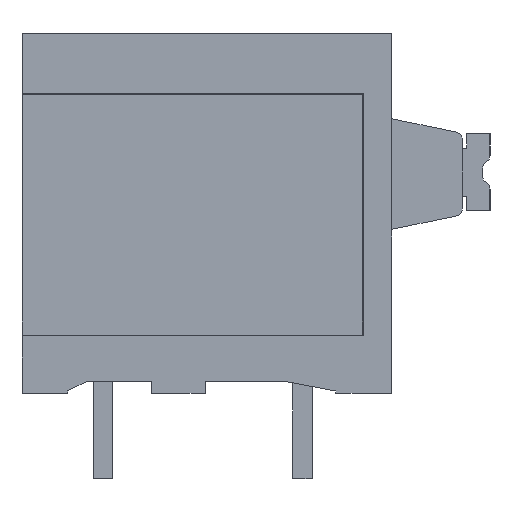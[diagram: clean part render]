
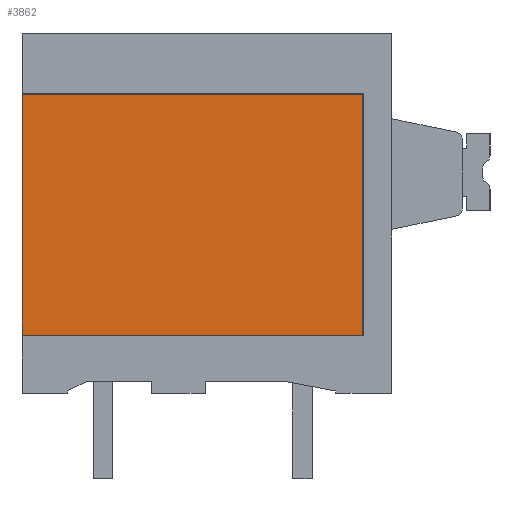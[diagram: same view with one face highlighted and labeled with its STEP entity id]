
A CAD part, left-side view. The second image highlights one B-rep face of the part: STEP entity #3862.
In plain terms, the highlighted planar face has unit normal (-1, 0, 0).
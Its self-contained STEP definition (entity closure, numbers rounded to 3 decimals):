
#915=AXIS2_PLACEMENT_3D('Plane Axis2P3D',#912,#913,#914) ;
#40=CARTESIAN_POINT('Vertex',(1.1,19.243,15.8)) ;
#45=CARTESIAN_POINT('Line Origine',(1.1,12.243,15.8)) ;
#49=CARTESIAN_POINT('Vertex',(1.1,5.243,15.8)) ;
#88=CARTESIAN_POINT('Vertex',(1.1,19.243,5.9)) ;
#91=CARTESIAN_POINT('Line Origine',(1.1,19.243,10.85)) ;
#298=CARTESIAN_POINT('Line Origine',(1.1,12.243,5.9)) ;
#302=CARTESIAN_POINT('Vertex',(1.1,5.243,5.9)) ;
#328=CARTESIAN_POINT('Line Origine',(1.1,5.243,10.85)) ;
#912=CARTESIAN_POINT('Axis2P3D Location',(1.1,8.513,3.5)) ;
#46=DIRECTION('Vector Direction',(0.,-1.,0.)) ;
#92=DIRECTION('Vector Direction',(0.,0.,-1.)) ;
#299=DIRECTION('Vector Direction',(0.,1.,0.)) ;
#329=DIRECTION('Vector Direction',(0.,0.,1.)) ;
#913=DIRECTION('Axis2P3D Direction',(-1.,0.,0.)) ;
#914=DIRECTION('Axis2P3D XDirection',(0.,-1.,0.)) ;
#47=VECTOR('Line Direction',#46,1.) ;
#93=VECTOR('Line Direction',#92,1.) ;
#300=VECTOR('Line Direction',#299,1.) ;
#330=VECTOR('Line Direction',#329,1.) ;
#3857=ORIENTED_EDGE('',*,*,#51,.T.) ;
#3858=ORIENTED_EDGE('',*,*,#95,.T.) ;
#3859=ORIENTED_EDGE('',*,*,#304,.T.) ;
#3860=ORIENTED_EDGE('',*,*,#332,.T.) ;
#3862=ADVANCED_FACE('Housing LMF.1\\Model',(#3861),#916,.T.) ;
#51=EDGE_CURVE('',#50,#41,#48,.F.) ;
#95=EDGE_CURVE('',#41,#89,#94,.T.) ;
#304=EDGE_CURVE('',#89,#303,#301,.F.) ;
#332=EDGE_CURVE('',#303,#50,#331,.T.) ;
#3856=EDGE_LOOP('',(#3857,#3858,#3859,#3860)) ;
#3861=FACE_OUTER_BOUND('',#3856,.T.) ;
#48=LINE('Line',#45,#47) ;
#94=LINE('Line',#91,#93) ;
#301=LINE('Line',#298,#300) ;
#331=LINE('Line',#328,#330) ;
#916=PLANE('',#915) ;
#41=VERTEX_POINT('',#40) ;
#50=VERTEX_POINT('',#49) ;
#89=VERTEX_POINT('',#88) ;
#303=VERTEX_POINT('',#302) ;
